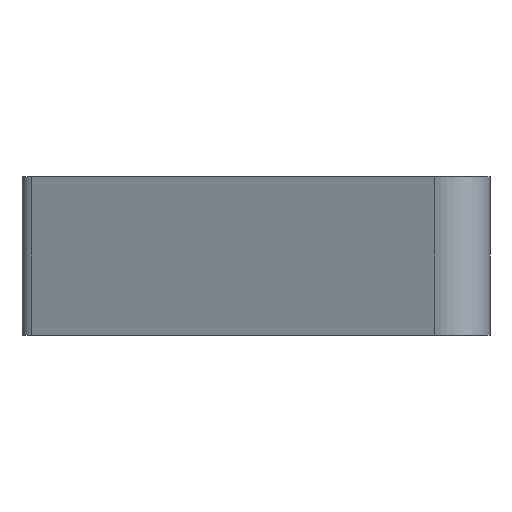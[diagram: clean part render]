
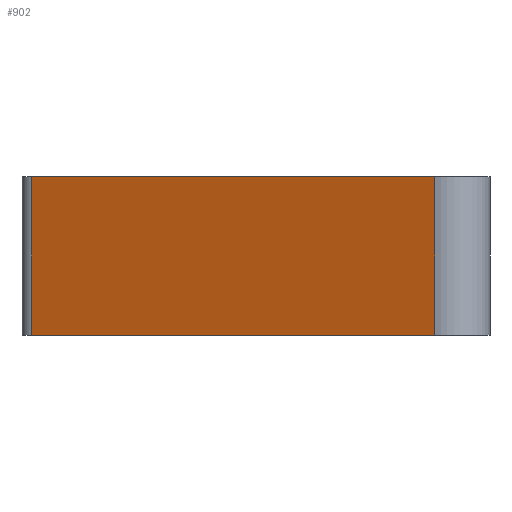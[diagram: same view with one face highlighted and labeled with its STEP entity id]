
A CAD part, front view. The second image highlights one B-rep face of the part: STEP entity #902.
In plain terms, the highlighted planar face has unit normal (-0.39, -0.921, 0).
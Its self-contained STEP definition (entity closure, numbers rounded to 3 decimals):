
#38=PLANE('',#1004);
#79=FACE_OUTER_BOUND('',#128,.T.);
#128=EDGE_LOOP('',(#748,#749,#750,#751));
#158=LINE('',#1356,#244);
#195=LINE('',#1471,#281);
#211=LINE('',#1518,#297);
#213=LINE('',#1521,#299);
#244=VECTOR('',#1073,10.);
#281=VECTOR('',#1186,10.);
#297=VECTOR('',#1238,10.);
#299=VECTOR('',#1242,10.);
#387=VERTEX_POINT('',#1353);
#388=VERTEX_POINT('',#1355);
#427=VERTEX_POINT('',#1467);
#441=VERTEX_POINT('',#1516);
#477=EDGE_CURVE('',#387,#388,#158,.T.);
#535=EDGE_CURVE('',#388,#427,#195,.T.);
#558=EDGE_CURVE('',#441,#387,#211,.T.);
#560=EDGE_CURVE('',#427,#441,#213,.T.);
#748=ORIENTED_EDGE('',*,*,#535,.F.);
#749=ORIENTED_EDGE('',*,*,#477,.F.);
#750=ORIENTED_EDGE('',*,*,#558,.F.);
#751=ORIENTED_EDGE('',*,*,#560,.F.);
#902=ADVANCED_FACE('',(#79),#38,.T.);
#1004=AXIS2_PLACEMENT_3D('',#1520,#1240,#1241);
#1073=DIRECTION('',(-0.921,0.39,0.));
#1186=DIRECTION('',(0.,0.,1.));
#1238=DIRECTION('',(0.,0.,-1.));
#1240=DIRECTION('center_axis',(-0.39,-0.921,0.));
#1241=DIRECTION('ref_axis',(0.921,-0.39,0.));
#1242=DIRECTION('',(0.921,-0.39,0.));
#1353=CARTESIAN_POINT('',(33.382,-58.62,0.));
#1355=CARTESIAN_POINT('',(-17.453,-37.106,0.));
#1356=CARTESIAN_POINT('',(40.331,-61.561,0.));
#1467=CARTESIAN_POINT('',(-17.453,-37.106,20.));
#1471=CARTESIAN_POINT('',(-17.453,-37.106,0.));
#1516=CARTESIAN_POINT('',(33.382,-58.62,20.));
#1518=CARTESIAN_POINT('',(33.382,-58.62,0.));
#1520=CARTESIAN_POINT('Origin',(-18.673,-36.59,0.));
#1521=CARTESIAN_POINT('',(40.331,-61.561,20.));
